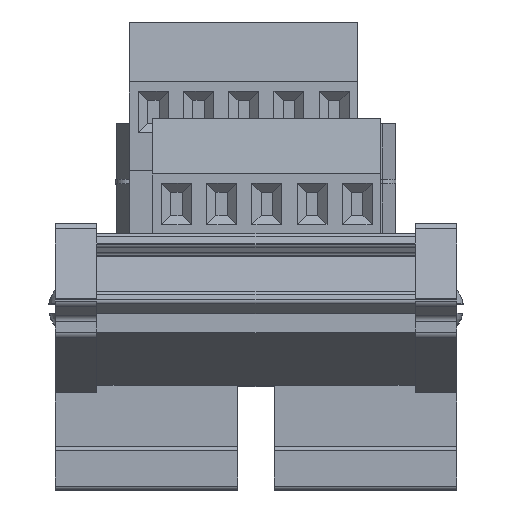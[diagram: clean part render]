
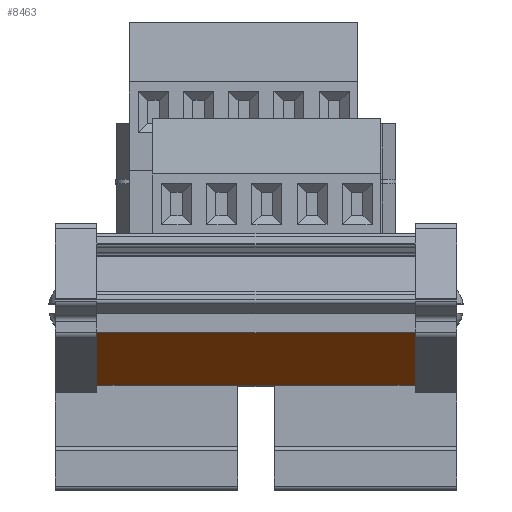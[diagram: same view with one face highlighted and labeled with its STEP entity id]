
A CAD part, top view. The second image highlights one B-rep face of the part: STEP entity #8463.
In plain terms, the highlighted planar face has unit normal (0, -0.823, 0.569).
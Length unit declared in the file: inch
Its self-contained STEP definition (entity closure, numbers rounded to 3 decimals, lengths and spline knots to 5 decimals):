
#123 = CARTESIAN_POINT ( 'NONE',  ( 0.08, -0.65574, 1.25991 ) ) ;
#1829 = VERTEX_POINT ( 'NONE', #30108 ) ;
#2139 = PLANE ( 'NONE',  #12484 ) ;
#2257 = CARTESIAN_POINT ( 'NONE',  ( -0.69, -0.42946, 1.58729 ) ) ;
#2269 = VERTEX_POINT ( 'NONE', #29913 ) ;
#4049 = EDGE_CURVE ( 'NONE', #28593, #2269, #19651, .T. ) ;
#4675 = DIRECTION ( 'NONE',  ( 0., 0.569, 0.823 ) ) ;
#4853 = VERTEX_POINT ( 'NONE', #2257 ) ;
#5558 = LINE ( 'NONE', #29800, #30685 ) ;
#6699 = EDGE_CURVE ( 'NONE', #15122, #14091, #30678, .T. ) ;
#6754 = VECTOR ( 'NONE', #24761, 39.37008 ) ;
#7148 = EDGE_CURVE ( 'NONE', #26624, #14311, #30988, .T. ) ;
#7842 = CARTESIAN_POINT ( 'NONE',  ( -0.1, -0.65574, 1.25991 ) ) ;
#8463 = ADVANCED_FACE ( 'NONE', ( #26804 ), #2139, .F. ) ;
#9185 = VECTOR ( 'NONE', #27301, 39.37008 ) ;
#9799 = CARTESIAN_POINT ( 'NONE',  ( 0.69, -0.65574, 1.25991 ) ) ;
#10134 = EDGE_CURVE ( 'NONE', #28593, #14311, #5558, .T. ) ;
#10873 = VECTOR ( 'NONE', #4675, 39.37008 ) ;
#10979 = CARTESIAN_POINT ( 'NONE',  ( 0.69, -0.42946, 1.58729 ) ) ;
#11530 = ORIENTED_EDGE ( 'NONE', *, *, #4049, .F. ) ;
#11558 = LINE ( 'NONE', #28282, #29488 ) ;
#12484 = AXIS2_PLACEMENT_3D ( 'NONE', #28962, #14348, #31394 ) ;
#12705 = DIRECTION ( 'NONE',  ( 1., 0., 0. ) ) ;
#13925 = ORIENTED_EDGE ( 'NONE', *, *, #29295, .F. ) ;
#14091 = VERTEX_POINT ( 'NONE', #31254 ) ;
#14311 = VERTEX_POINT ( 'NONE', #22503 ) ;
#14348 = DIRECTION ( 'NONE',  ( 0., 0.823, -0.569 ) ) ;
#15080 = CARTESIAN_POINT ( 'NONE',  ( 0.1, -0.65574, 1.25991 ) ) ;
#15122 = VERTEX_POINT ( 'NONE', #9799 ) ;
#16140 = DIRECTION ( 'NONE',  ( 1., 0., 0. ) ) ;
#16790 = CARTESIAN_POINT ( 'NONE',  ( -0.69, -0.42946, 1.58729 ) ) ;
#17410 = CARTESIAN_POINT ( 'NONE',  ( -0.08, -0.65806, 1.25655 ) ) ;
#17667 = CARTESIAN_POINT ( 'NONE',  ( 0.08, -0.42946, 1.58729 ) ) ;
#18126 = LINE ( 'NONE', #16790, #10873 ) ;
#18318 = EDGE_CURVE ( 'NONE', #4853, #14091, #11558, .T. ) ;
#18390 = ORIENTED_EDGE ( 'NONE', *, *, #23681, .T. ) ;
#19595 = LINE ( 'NONE', #15080, #25326 ) ;
#19651 = LINE ( 'NONE', #22316, #6754 ) ;
#19848 = LINE ( 'NONE', #7842, #9185 ) ;
#20140 = DIRECTION ( 'NONE',  ( 0., -0.569, -0.823 ) ) ;
#22175 = EDGE_CURVE ( 'NONE', #2269, #1829, #19595, .T. ) ;
#22316 = CARTESIAN_POINT ( 'NONE',  ( -0.08, -0.42946, 1.58729 ) ) ;
#22503 = CARTESIAN_POINT ( 'NONE',  ( 0.08, -0.65806, 1.25655 ) ) ;
#23681 = EDGE_CURVE ( 'NONE', #26624, #15122, #19848, .T. ) ;
#23711 = EDGE_LOOP ( 'NONE', ( #27416, #11530, #29002, #27708, #18390, #28839, #27771, #13925 ) ) ;
#24156 = VECTOR ( 'NONE', #30490, 39.37008 ) ;
#24761 = DIRECTION ( 'NONE',  ( 0., 0.569, 0.823 ) ) ;
#25326 = VECTOR ( 'NONE', #27247, 39.37008 ) ;
#26624 = VERTEX_POINT ( 'NONE', #123 ) ;
#26804 = FACE_OUTER_BOUND ( 'NONE', #23711, .T. ) ;
#27247 = DIRECTION ( 'NONE',  ( -1., 0., 0. ) ) ;
#27301 = DIRECTION ( 'NONE',  ( 1., 0., 0. ) ) ;
#27416 = ORIENTED_EDGE ( 'NONE', *, *, #22175, .F. ) ;
#27708 = ORIENTED_EDGE ( 'NONE', *, *, #7148, .F. ) ;
#27771 = ORIENTED_EDGE ( 'NONE', *, *, #18318, .F. ) ;
#28282 = CARTESIAN_POINT ( 'NONE',  ( -0.69, -0.42946, 1.58729 ) ) ;
#28593 = VERTEX_POINT ( 'NONE', #17410 ) ;
#28839 = ORIENTED_EDGE ( 'NONE', *, *, #6699, .T. ) ;
#28962 = CARTESIAN_POINT ( 'NONE',  ( -0.69, -0.42946, 1.58729 ) ) ;
#29002 = ORIENTED_EDGE ( 'NONE', *, *, #10134, .T. ) ;
#29295 = EDGE_CURVE ( 'NONE', #1829, #4853, #18126, .T. ) ;
#29488 = VECTOR ( 'NONE', #16140, 39.37008 ) ;
#29800 = CARTESIAN_POINT ( 'NONE',  ( -0.69, -0.65806, 1.25655 ) ) ;
#29913 = CARTESIAN_POINT ( 'NONE',  ( -0.08, -0.65574, 1.25991 ) ) ;
#30108 = CARTESIAN_POINT ( 'NONE',  ( -0.69, -0.65574, 1.25991 ) ) ;
#30242 = VECTOR ( 'NONE', #20140, 39.37008 ) ;
#30490 = DIRECTION ( 'NONE',  ( 0., 0.569, 0.823 ) ) ;
#30678 = LINE ( 'NONE', #10979, #24156 ) ;
#30685 = VECTOR ( 'NONE', #12705, 39.37008 ) ;
#30988 = LINE ( 'NONE', #17667, #30242 ) ;
#31254 = CARTESIAN_POINT ( 'NONE',  ( 0.69, -0.42946, 1.58729 ) ) ;
#31394 = DIRECTION ( 'NONE',  ( 0., 0.569, 0.823 ) ) ;
